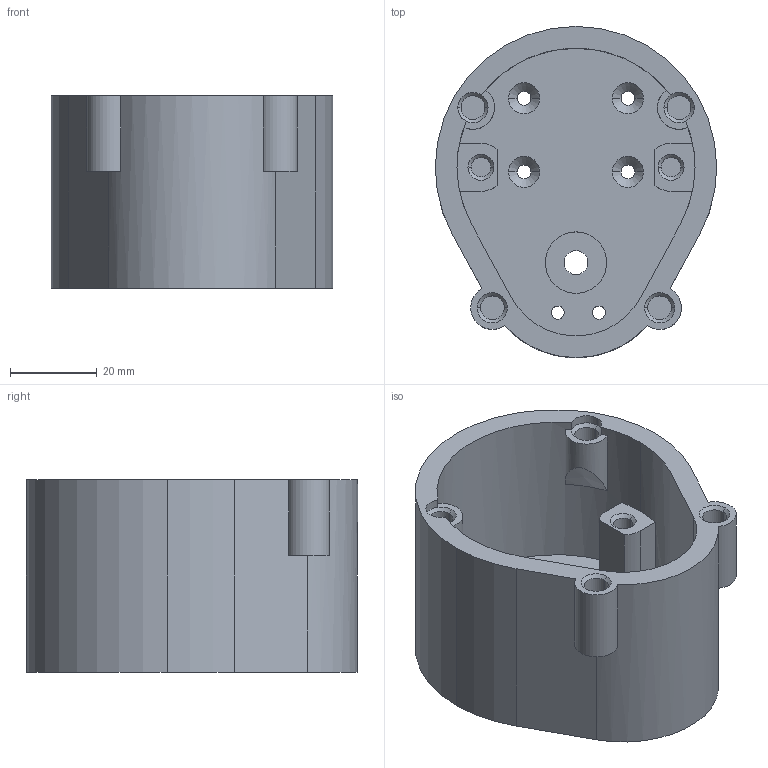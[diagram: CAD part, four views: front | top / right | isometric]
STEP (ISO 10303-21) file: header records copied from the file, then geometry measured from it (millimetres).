
FILE_DESCRIPTION (( 'STEP AP214' ), '1' );
FILE_NAME ('Tool Changer Box Back.step', '2019-11-12T08:10:39', ( '' ), ( '' ), 'SwSTEP 2.0', 'SolidWorks 2019', '' );
FILE_SCHEMA (( 'AUTOMOTIVE_DESIGN' ));
Length unit declared in the file: millimetre
Products named in the file (1): Tool Changer Box Back
Bounding box: 65 x 76.5 x 44.5 mm (x, y, z)
Volume: 67468.4 mm3; surface area: 27291.3 mm2
Topology: 1 solids, 1 shells, 101 faces, 250 edges, 157 vertices
Faces by surface type: cylinder 49, cone 26, plane 26
Entity records: 3155 total; most frequent: DIRECTION 585, CARTESIAN_POINT 582, ORIENTED_EDGE 500, EDGE_CURVE 250, AXIS2_PLACEMENT_3D 236, VERTEX_POINT 157, CIRCLE 134, EDGE_LOOP 121
